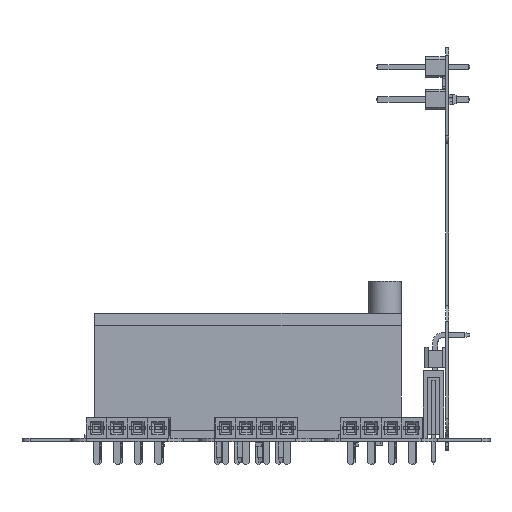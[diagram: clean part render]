
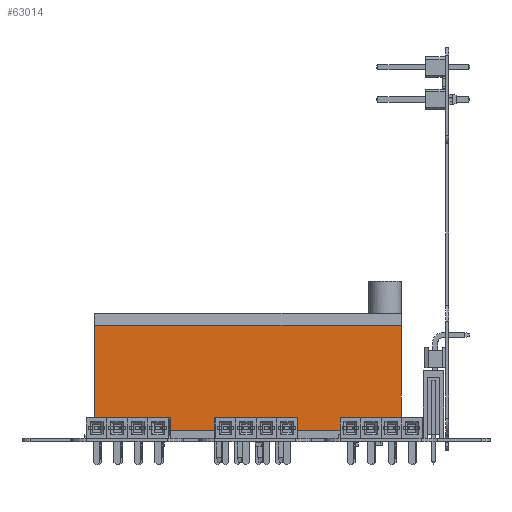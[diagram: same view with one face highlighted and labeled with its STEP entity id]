
A CAD part, left-side view. The second image highlights one B-rep face of the part: STEP entity #63014.
In plain terms, the highlighted face is planar.
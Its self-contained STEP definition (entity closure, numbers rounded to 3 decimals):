
#62650 = VERTEX_POINT('',#62651);
#62651 = CARTESIAN_POINT('',(1.,-1.,14.));
#62657 = EDGE_CURVE('',#62658,#62650,#62660,.T.);
#62658 = VERTEX_POINT('',#62659);
#62659 = CARTESIAN_POINT('',(1.,-1.,1.));
#62660 = LINE('',#62661,#62662);
#62661 = CARTESIAN_POINT('',(1.,-1.,1.));
#62662 = VECTOR('',#62663,1.);
#62663 = DIRECTION('',(0.,0.,1.));
#62944 = EDGE_CURVE('',#62658,#62945,#62947,.T.);
#62945 = VERTEX_POINT('',#62946);
#62946 = CARTESIAN_POINT('',(39.,-1.,1.));
#62947 = LINE('',#62948,#62949);
#62948 = CARTESIAN_POINT('',(29.5,-1.,1.));
#62949 = VECTOR('',#62950,1.);
#62950 = DIRECTION('',(1.,0.,0.));
#62994 = EDGE_CURVE('',#62945,#62995,#62997,.T.);
#62995 = VERTEX_POINT('',#62996);
#62996 = CARTESIAN_POINT('',(39.,-1.,14.));
#62997 = LINE('',#62998,#62999);
#62998 = CARTESIAN_POINT('',(39.,-1.,1.));
#62999 = VECTOR('',#63000,1.);
#63000 = DIRECTION('',(0.,0.,1.));
#63014 = ADVANCED_FACE('',(#63015),#63026,.T.);
#63015 = FACE_BOUND('',#63016,.T.);
#63016 = EDGE_LOOP('',(#63017,#63018,#63019,#63025));
#63017 = ORIENTED_EDGE('',*,*,#62944,.F.);
#63018 = ORIENTED_EDGE('',*,*,#62657,.T.);
#63019 = ORIENTED_EDGE('',*,*,#63020,.F.);
#63020 = EDGE_CURVE('',#62995,#62650,#63021,.T.);
#63021 = LINE('',#63022,#63023);
#63022 = CARTESIAN_POINT('',(1.,-1.,14.));
#63023 = VECTOR('',#63024,1.);
#63024 = DIRECTION('',(-1.,0.,0.));
#63025 = ORIENTED_EDGE('',*,*,#62994,.F.);
#63026 = PLANE('',#63027);
#63027 = AXIS2_PLACEMENT_3D('',#63028,#63029,#63030);
#63028 = CARTESIAN_POINT('',(39.,-1.,1.));
#63029 = DIRECTION('',(0.,1.,0.));
#63030 = DIRECTION('',(-1.,0.,0.));
